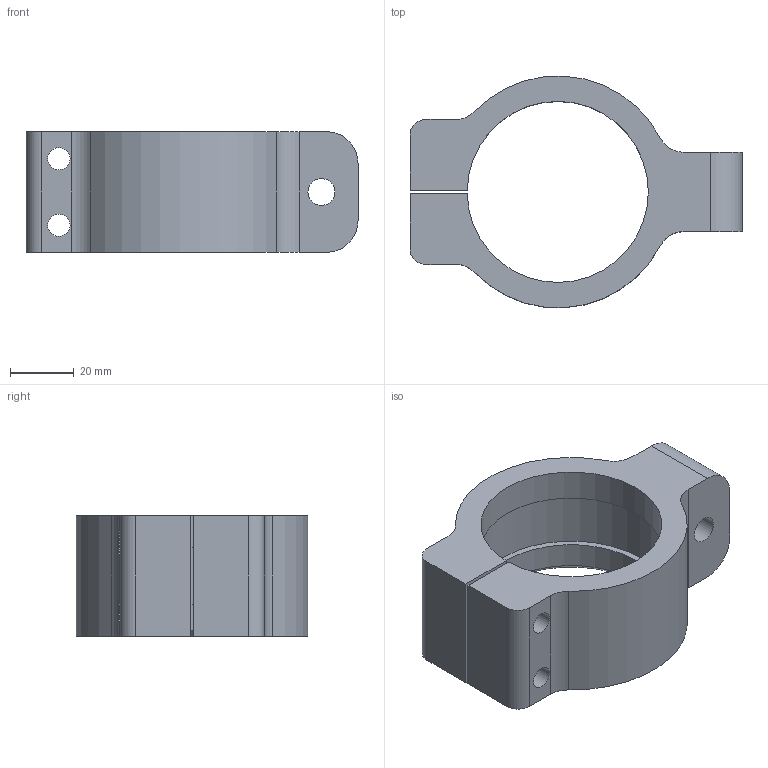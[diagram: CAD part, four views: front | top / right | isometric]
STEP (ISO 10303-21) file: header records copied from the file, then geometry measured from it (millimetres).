
FILE_DESCRIPTION( ( 'STEP AP203' ), '1' );
FILE_NAME( ' ', ' ', ( ' ' ), ( ' ' ), 'PSStep 10.0', ' ', ' ' );
FILE_SCHEMA( ( 'CONFIG_CONTROL_DESIGN' ) );
Length unit declared in the file: millimetre
Products named in the file (1): 1
Bounding box: 104.5 x 72.88 x 38 mm (x, y, z)
Volume: 89515.9 mm3; surface area: 27964.3 mm2
Topology: 1 solids, 1 shells, 38 faces, 113 edges, 77 vertices
Faces by surface type: cylinder 20, plane 17, cone 1
Full cylindrical faces by diameter (mm): 7 x2, 8 x2, 8.5 x1, 13 x2
Entity records: 1338 total; most frequent: CARTESIAN_POINT 292, DIRECTION 214, ORIENTED_EDGE 198, EDGE_CURVE 99, AXIS2_PLACEMENT_3D 82, VERTEX_POINT 70, EDGE_LOOP 55, LINE 50
